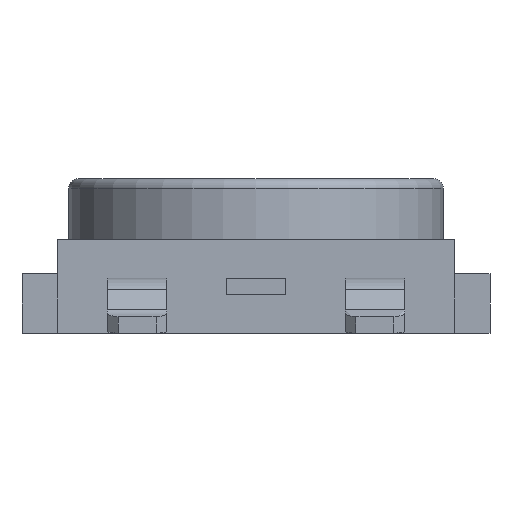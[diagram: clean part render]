
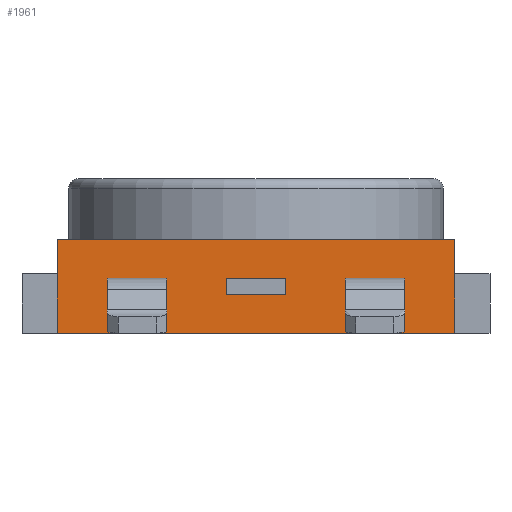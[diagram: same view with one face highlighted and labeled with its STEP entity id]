
A CAD part, front view. The second image highlights one B-rep face of the part: STEP entity #1961.
In plain terms, the highlighted free-form (B-spline) face has degree [1, 1] with [2, 2] control points.
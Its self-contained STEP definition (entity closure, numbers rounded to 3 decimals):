
#1884=CARTESIAN_POINT('',(4.25,-4.6,2.0));
#1885=VERTEX_POINT('',#1884);
#1893=CARTESIAN_POINT('',(-4.25,-4.6,2.0));
#1894=VERTEX_POINT('',#1893);
#1901=CARTESIAN_POINT('',(4.25,-4.6,2.0));
#1902=DIRECTION('',(-1.0,0.0,0.0));
#1903=VECTOR('',#1902,8.5);
#1904=LINE('',#1901,#1903);
#1905=EDGE_CURVE('',#1885,#1894,#1904,.T.);
#1919=CARTESIAN_POINT('',(-4.25,-4.6,0.0));
#1920=VERTEX_POINT('',#1919);
#1921=CARTESIAN_POINT('',(-4.25,-4.6,2.0));
#1922=DIRECTION('',(0.0,0.0,-1.0));
#1923=VECTOR('',#1922,2.0);
#1924=LINE('',#1921,#1923);
#1925=EDGE_CURVE('',#1894,#1920,#1924,.T.);
#1938=CARTESIAN_POINT('',(4.25,-4.6,2.0));
#1939=CARTESIAN_POINT('',(4.25,-4.6,0.0));
#1940=CARTESIAN_POINT('',(-4.25,-4.6,2.0));
#1941=CARTESIAN_POINT('',(-4.25,-4.6,0.0));
#1942=B_SPLINE_SURFACE_WITH_KNOTS('',1,1,((#1938,#1940),(#1939,#1941)),.UNSPECIFIED.,.F.,.F.,.U.,(2,2),(2,2),(0.0,2.0),(0.0,8.5),.UNSPECIFIED.);
#1943=CARTESIAN_POINT('',(4.25,-4.6,0.0));
#1944=VERTEX_POINT('',#1943);
#1945=CARTESIAN_POINT('',(4.25,-4.6,2.0));
#1946=DIRECTION('',(0.0,0.0,-1.0));
#1947=VECTOR('',#1946,2.0);
#1948=LINE('',#1945,#1947);
#1949=EDGE_CURVE('',#1885,#1944,#1948,.T.);
#1950=ORIENTED_EDGE('',*,*,#1949,.F.);
#1951=ORIENTED_EDGE('',*,*,#1905,.T.);
#1952=ORIENTED_EDGE('',*,*,#1925,.T.);
#1953=CARTESIAN_POINT('',(-4.25,-4.6,0.0));
#1954=DIRECTION('',(1.0,0.0,0.0));
#1955=VECTOR('',#1954,8.5);
#1956=LINE('',#1953,#1955);
#1957=EDGE_CURVE('',#1920,#1944,#1956,.T.);
#1958=ORIENTED_EDGE('',*,*,#1957,.T.);
#1959=EDGE_LOOP('',(#1950,#1951,#1952,#1958));
#1960=FACE_OUTER_BOUND('',#1959,.T.);
#1961=ADVANCED_FACE('',(#1960),#1942,.F.);
